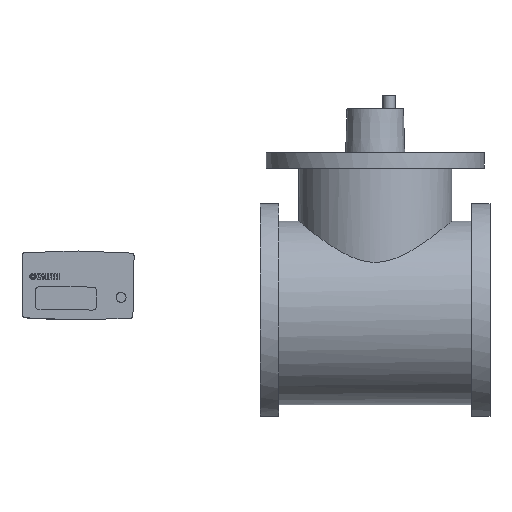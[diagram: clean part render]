
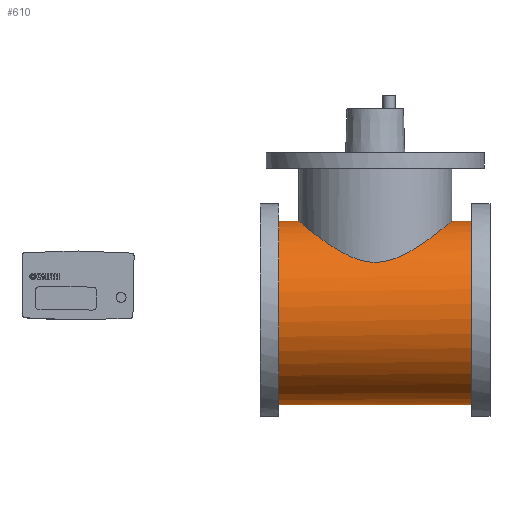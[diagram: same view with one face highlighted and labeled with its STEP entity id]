
A CAD part, front view. The second image highlights one B-rep face of the part: STEP entity #610.
In plain terms, the highlighted cylindrical face has radius 120 mm (diameter 240 mm), a partial arc.
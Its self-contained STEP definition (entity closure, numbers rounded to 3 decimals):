
#421=CARTESIAN_POINT('Vertex',(-100.,0.,120.)) ;
#425=CARTESIAN_POINT('Control Point',(100.,0.,120.)) ;
#426=CARTESIAN_POINT('Control Point',(100.,-3.996,120.)) ;
#427=CARTESIAN_POINT('Control Point',(99.8,-8.027,119.833)) ;
#428=CARTESIAN_POINT('Control Point',(99.394,-12.067,119.494)) ;
#429=CARTESIAN_POINT('Control Point',(98.168,-20.111,118.476)) ;
#430=CARTESIAN_POINT('Control Point',(96.133,-27.985,116.794)) ;
#431=CARTESIAN_POINT('Control Point',(94.92,-31.856,115.796)) ;
#432=CARTESIAN_POINT('Control Point',(90.717,-43.201,112.362)) ;
#433=CARTESIAN_POINT('Control Point',(84.983,-53.587,107.763)) ;
#434=CARTESIAN_POINT('Control Point',(80.535,-59.995,104.271)) ;
#435=CARTESIAN_POINT('Control Point',(73.267,-68.619,98.739)) ;
#436=CARTESIAN_POINT('Control Point',(65.354,-75.825,93.088)) ;
#437=CARTESIAN_POINT('Control Point',(62.39,-78.292,91.022)) ;
#438=CARTESIAN_POINT('Control Point',(56.308,-82.86,86.926)) ;
#439=CARTESIAN_POINT('Control Point',(49.703,-86.904,82.824)) ;
#440=CARTESIAN_POINT('Control Point',(46.298,-88.765,80.815)) ;
#441=CARTESIAN_POINT('Control Point',(39.275,-92.174,76.932)) ;
#442=CARTESIAN_POINT('Control Point',(31.881,-94.905,73.483)) ;
#443=CARTESIAN_POINT('Control Point',(28.095,-96.096,71.906)) ;
#444=CARTESIAN_POINT('Control Point',(20.375,-98.109,69.135)) ;
#445=CARTESIAN_POINT('Control Point',(12.354,-99.358,67.301)) ;
#446=CARTESIAN_POINT('Control Point',(8.303,-99.783,66.66)) ;
#447=CARTESIAN_POINT('Control Point',(0.,-100.217,66.005)) ;
#448=CARTESIAN_POINT('Control Point',(-8.303,-99.783,66.66)) ;
#449=CARTESIAN_POINT('Control Point',(-12.354,-99.358,67.301)) ;
#450=CARTESIAN_POINT('Control Point',(-20.375,-98.109,69.135)) ;
#451=CARTESIAN_POINT('Control Point',(-28.095,-96.096,71.906)) ;
#452=CARTESIAN_POINT('Control Point',(-31.881,-94.905,73.483)) ;
#453=CARTESIAN_POINT('Control Point',(-39.275,-92.174,76.932)) ;
#454=CARTESIAN_POINT('Control Point',(-46.298,-88.765,80.815)) ;
#455=CARTESIAN_POINT('Control Point',(-49.703,-86.904,82.824)) ;
#456=CARTESIAN_POINT('Control Point',(-56.308,-82.86,86.926)) ;
#457=CARTESIAN_POINT('Control Point',(-62.39,-78.292,91.022)) ;
#458=CARTESIAN_POINT('Control Point',(-65.354,-75.825,93.088)) ;
#459=CARTESIAN_POINT('Control Point',(-73.267,-68.619,98.739)) ;
#460=CARTESIAN_POINT('Control Point',(-80.535,-59.995,104.271)) ;
#461=CARTESIAN_POINT('Control Point',(-84.983,-53.587,107.763)) ;
#462=CARTESIAN_POINT('Control Point',(-90.717,-43.201,112.362)) ;
#463=CARTESIAN_POINT('Control Point',(-94.92,-31.856,115.796)) ;
#464=CARTESIAN_POINT('Control Point',(-96.133,-27.985,116.794)) ;
#465=CARTESIAN_POINT('Control Point',(-98.168,-20.111,118.476)) ;
#466=CARTESIAN_POINT('Control Point',(-99.394,-12.067,119.494)) ;
#467=CARTESIAN_POINT('Control Point',(-99.8,-8.027,119.833)) ;
#468=CARTESIAN_POINT('Control Point',(-100.,-3.996,120.)) ;
#469=CARTESIAN_POINT('Control Point',(-100.,0.,120.)) ;
#470=CARTESIAN_POINT('Vertex',(100.,0.,120.)) ;
#543=CARTESIAN_POINT('Axis2P3D Location',(-161.,0.,0.)) ;
#549=CARTESIAN_POINT('Control Point',(-126.,0.,-120.)) ;
#550=CARTESIAN_POINT('Control Point',(-126.,-18.85,-120.)) ;
#551=CARTESIAN_POINT('Control Point',(-126.,-37.699,-116.299)) ;
#552=CARTESIAN_POINT('Control Point',(-126.,-55.578,-108.893)) ;
#553=CARTESIAN_POINT('Control Point',(-126.,-87.47,-87.47)) ;
#554=CARTESIAN_POINT('Control Point',(-126.,-108.893,-55.578)) ;
#555=CARTESIAN_POINT('Control Point',(-126.,-116.299,-37.699)) ;
#556=CARTESIAN_POINT('Control Point',(-126.,-123.701,0.)) ;
#557=CARTESIAN_POINT('Control Point',(-126.,-116.299,37.699)) ;
#558=CARTESIAN_POINT('Control Point',(-126.,-108.893,55.578)) ;
#559=CARTESIAN_POINT('Control Point',(-126.,-87.47,87.47)) ;
#560=CARTESIAN_POINT('Control Point',(-126.,-55.578,108.893)) ;
#561=CARTESIAN_POINT('Control Point',(-126.,-37.699,116.299)) ;
#562=CARTESIAN_POINT('Control Point',(-126.,-18.85,120.)) ;
#563=CARTESIAN_POINT('Control Point',(-126.,0.,120.)) ;
#564=CARTESIAN_POINT('Vertex',(-126.,0.,-120.)) ;
#566=CARTESIAN_POINT('Vertex',(-126.,0.,120.)) ;
#570=CARTESIAN_POINT('Control Point',(126.,0.,-120.)) ;
#571=CARTESIAN_POINT('Control Point',(-126.,0.,-120.)) ;
#572=CARTESIAN_POINT('Vertex',(126.,0.,-120.)) ;
#576=CARTESIAN_POINT('Control Point',(126.,0.,120.)) ;
#577=CARTESIAN_POINT('Control Point',(126.,-18.85,120.)) ;
#578=CARTESIAN_POINT('Control Point',(126.,-37.699,116.299)) ;
#579=CARTESIAN_POINT('Control Point',(126.,-55.578,108.893)) ;
#580=CARTESIAN_POINT('Control Point',(126.,-87.47,87.47)) ;
#581=CARTESIAN_POINT('Control Point',(126.,-108.893,55.578)) ;
#582=CARTESIAN_POINT('Control Point',(126.,-116.299,37.699)) ;
#583=CARTESIAN_POINT('Control Point',(126.,-123.701,0.)) ;
#584=CARTESIAN_POINT('Control Point',(126.,-116.299,-37.699)) ;
#585=CARTESIAN_POINT('Control Point',(126.,-108.893,-55.578)) ;
#586=CARTESIAN_POINT('Control Point',(126.,-87.47,-87.47)) ;
#587=CARTESIAN_POINT('Control Point',(126.,-55.578,-108.893)) ;
#588=CARTESIAN_POINT('Control Point',(126.,-37.699,-116.299)) ;
#589=CARTESIAN_POINT('Control Point',(126.,-18.85,-120.)) ;
#590=CARTESIAN_POINT('Control Point',(126.,0.,-120.)) ;
#591=CARTESIAN_POINT('Vertex',(126.,0.,120.)) ;
#595=CARTESIAN_POINT('Control Point',(100.,0.,120.)) ;
#596=CARTESIAN_POINT('Control Point',(126.,0.,120.)) ;
#599=CARTESIAN_POINT('Control Point',(-126.,0.,120.)) ;
#600=CARTESIAN_POINT('Control Point',(-100.,0.,120.)) ;
#544=DIRECTION('Axis2P3D Direction',(-1.,-0.,0.)) ;
#545=DIRECTION('Axis2P3D XDirection',(0.,0.,-1.)) ;
#546=AXIS2_PLACEMENT_3D('Cylinder Axis2P3D',#543,#544,#545) ;
#547=CYLINDRICAL_SURFACE('generated cylinder',#546,120.) ;
#472=EDGE_CURVE('',#471,#422,#424,.T.) ;
#568=EDGE_CURVE('',#565,#567,#548,.T.) ;
#574=EDGE_CURVE('',#573,#565,#569,.T.) ;
#593=EDGE_CURVE('',#592,#573,#575,.T.) ;
#597=EDGE_CURVE('',#471,#592,#594,.T.) ;
#601=EDGE_CURVE('',#567,#422,#598,.T.) ;
#603=ORIENTED_EDGE('',*,*,#568,.F.) ;
#604=ORIENTED_EDGE('',*,*,#574,.F.) ;
#605=ORIENTED_EDGE('',*,*,#593,.F.) ;
#606=ORIENTED_EDGE('',*,*,#597,.F.) ;
#607=ORIENTED_EDGE('',*,*,#472,.T.) ;
#608=ORIENTED_EDGE('',*,*,#601,.F.) ;
#602=EDGE_LOOP('',(#603,#604,#605,#606,#607,#608)) ;
#422=VERTEX_POINT('',#421) ;
#471=VERTEX_POINT('',#470) ;
#565=VERTEX_POINT('',#564) ;
#567=VERTEX_POINT('',#566) ;
#573=VERTEX_POINT('',#572) ;
#592=VERTEX_POINT('',#591) ;
#610=ADVANCED_FACE('Solid1',(#609),#547,.T.) ;
#424=B_SPLINE_CURVE_WITH_KNOTS('',5,(#425,#426,#427,#428,#429,#430,#431,#432,#433,#434,#435,#436,#437,#438,#439,#440,#441,#442,#443,#444,#445,#446,#447,#448,#449,#450,#451,#452,#453,#454,#455,#456,#457,#458,#459,#460,#461,#462,#463,#464,#465,#466,#467,#468,#469),.UNSPECIFIED.,.F.,.U.,(6,3,3,3,3,3,3,3,3,3,3,3,3,3,6),(-163.217,-143.238,-123.259,-83.301,-62.476,-41.651,-20.825,0.,20.825,41.651,62.476,83.301,123.259,143.238,163.217),.UNSPECIFIED.) ;
#548=B_SPLINE_CURVE_WITH_KNOTS('',5,(#549,#550,#551,#552,#553,#554,#555,#556,#557,#558,#559,#560,#561,#562,#563),.UNSPECIFIED.,.F.,.U.,(6,3,3,3,6),(-3.142,-2.356,-1.571,-0.785,0.),.UNSPECIFIED.) ;
#569=B_SPLINE_CURVE_WITH_KNOTS('',1,(#570,#571),.UNSPECIFIED.,.F.,.U.,(2,2),(0.,0.827),.UNSPECIFIED.) ;
#575=B_SPLINE_CURVE_WITH_KNOTS('',5,(#576,#577,#578,#579,#580,#581,#582,#583,#584,#585,#586,#587,#588,#589,#590),.UNSPECIFIED.,.F.,.U.,(6,3,3,3,6),(0.,0.785,1.571,2.356,3.142),.UNSPECIFIED.) ;
#594=B_SPLINE_CURVE_WITH_KNOTS('',1,(#595,#596),.UNSPECIFIED.,.F.,.U.,(2,2),(0.,0.085),.UNSPECIFIED.) ;
#598=B_SPLINE_CURVE_WITH_KNOTS('',1,(#599,#600),.UNSPECIFIED.,.F.,.U.,(2,2),(0.,0.085),.UNSPECIFIED.) ;
#609=FACE_OUTER_BOUND('',#602,.T.) ;
